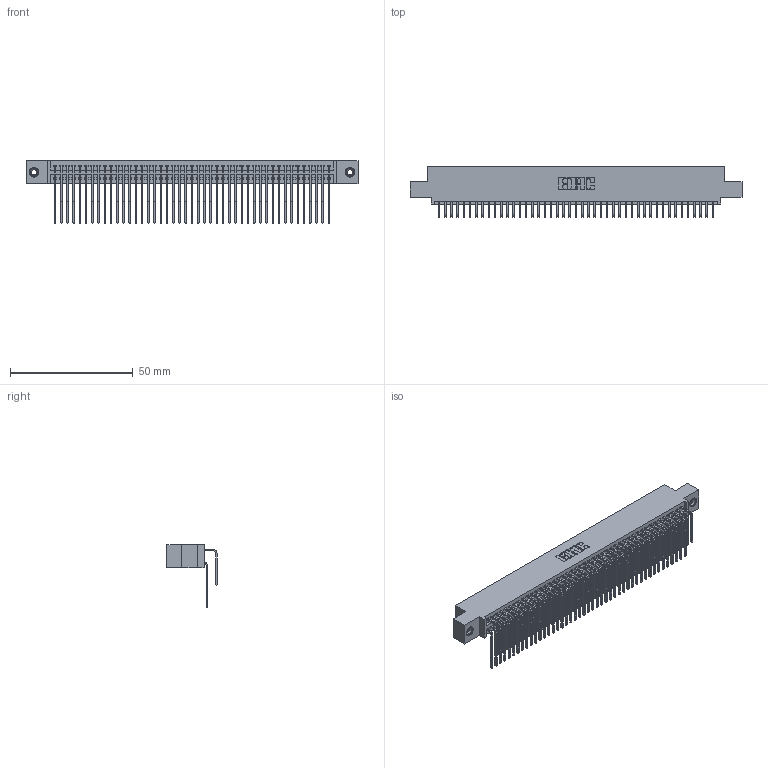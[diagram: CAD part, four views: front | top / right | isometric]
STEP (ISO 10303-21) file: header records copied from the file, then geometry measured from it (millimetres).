
FILE_DESCRIPTION (( 'STEP AP203' ), '1' );
FILE_NAME ('395-090-559-508.STEP', '2019-10-25T18:01:20', ( '' ), ( '' ), 'SwSTEP 2.0', 'SolidWorks 2016', '' );
FILE_SCHEMA (( 'CONFIG_CONTROL_DESIGN' ));
Length unit declared in the file: inch
Products named in the file (5): 345-250-001_345-250-003-102; 395-090-559-508; 345 Part_0.110 Offset - 0.156 Dia-TI; 345-292-001_558 559 Tail - 1; 345-292-001_559 Tail - 2
Assembly tree (93 placements, depth 2):
  395-090-559-508
    345 Part_0.110 Offset - 0.156 Dia-TI
    345-292-001_558 559 Tail - 1  x45
    345-292-001_559 Tail - 2  x45
    345-250-001_345-250-003-102  x2
Bounding box: 135.51 x 20.56 x 25.53 mm (x, y, z)
Volume: 13630.6 mm3; surface area: 22754.1 mm2
Topology: 93 solids, 93 shells, 4870 faces, 14439 edges, 9498 vertices
Faces by surface type: plane 3266, cylinder 1588, cone 12, torus 4
Entity records: 37874 total; most frequent: CARTESIAN_POINT 6374, ORIENTED_EDGE 6250, DIRECTION 5615, EDGE_CURVE 3125, LINE 2753, VECTOR 2753, VERTEX_POINT 2076, AXIS2_PLACEMENT_3D 1431
